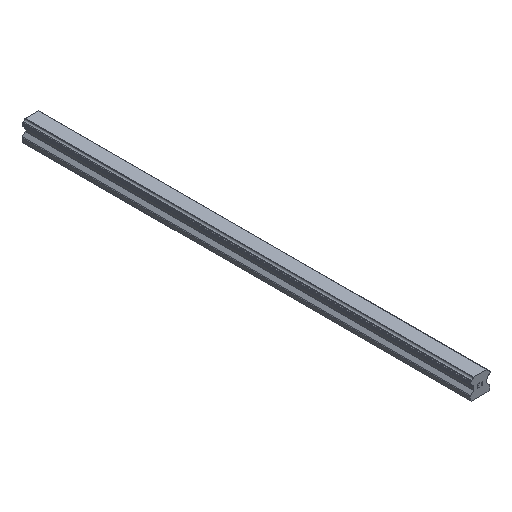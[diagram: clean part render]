
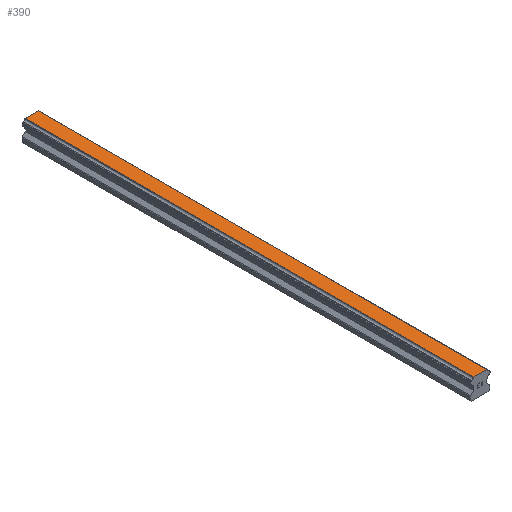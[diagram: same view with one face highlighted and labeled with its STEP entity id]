
A CAD part, isometric view. The second image highlights one B-rep face of the part: STEP entity #390.
In plain terms, the highlighted planar face has unit normal (0, 0, 1).
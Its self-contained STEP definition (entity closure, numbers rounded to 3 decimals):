
#390=ADVANCED_FACE('',(#803),#804,.T.);
#803=FACE_OUTER_BOUND('',#1238,.T.);
#804=PLANE('',#1239);
#1238=EDGE_LOOP('',(#2410,#2411,#2412,#2413));
#1239=AXIS2_PLACEMENT_3D('',#2414,#2415,#2416);
#2410=ORIENTED_EDGE('',*,*,#2996,.T.);
#2411=ORIENTED_EDGE('',*,*,#3094,.F.);
#2412=ORIENTED_EDGE('',*,*,#2858,.T.);
#2413=ORIENTED_EDGE('',*,*,#3092,.T.);
#2414=CARTESIAN_POINT('',(0.,340.0,15.));
#2415=DIRECTION('',(0.0,0.0,1.0));
#2416=DIRECTION('',(-1.0,0.0,0.0));
#2858=EDGE_CURVE('',#3505,#3503,#3506,.T.);
#2996=EDGE_CURVE('',#3736,#3734,#3737,.T.);
#3092=EDGE_CURVE('',#3503,#3736,#3855,.T.);
#3094=EDGE_CURVE('',#3505,#3734,#3857,.T.);
#3503=VERTEX_POINT('',#4415);
#3505=VERTEX_POINT('',#4418);
#3506=LINE('',#4419,#4420);
#3734=VERTEX_POINT('',#4734);
#3736=VERTEX_POINT('',#4737);
#3737=LINE('',#4738,#4739);
#3855=LINE('',#4891,#4892);
#3857=LINE('',#4894,#4895);
#4415=CARTESIAN_POINT('',(-5.049,340.0,15.));
#4418=CARTESIAN_POINT('',(5.049,340.0,15.));
#4419=CARTESIAN_POINT('',(5.049,340.0,15.));
#4420=VECTOR('',#5195,1.0);
#4734=CARTESIAN_POINT('',(5.049,0.0,15.));
#4737=CARTESIAN_POINT('',(-5.049,0.0,15.));
#4738=CARTESIAN_POINT('',(5.049,0.0,15.));
#4739=VECTOR('',#5361,1.0);
#4891=CARTESIAN_POINT('',(-5.049,340.0,15.));
#4892=VECTOR('',#5471,1.0);
#4894=CARTESIAN_POINT('',(5.049,340.0,15.));
#4895=VECTOR('',#5472,1.0);
#5195=DIRECTION('',(-1.0,0.0,0.0));
#5361=DIRECTION('',(1.0,0.0,0.0));
#5471=DIRECTION('',(0.0,-1.0,0.0));
#5472=DIRECTION('',(0.0,-1.0,0.0));
